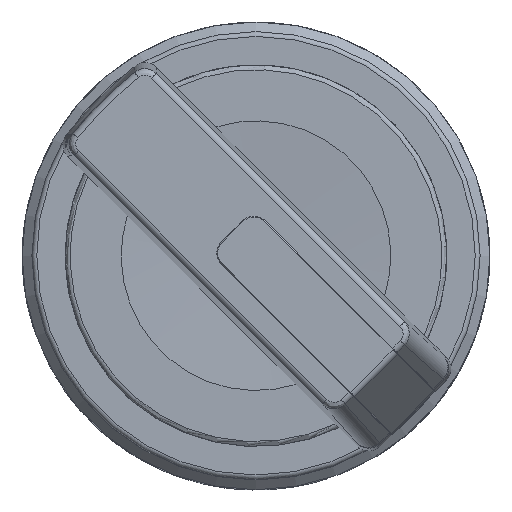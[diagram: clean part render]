
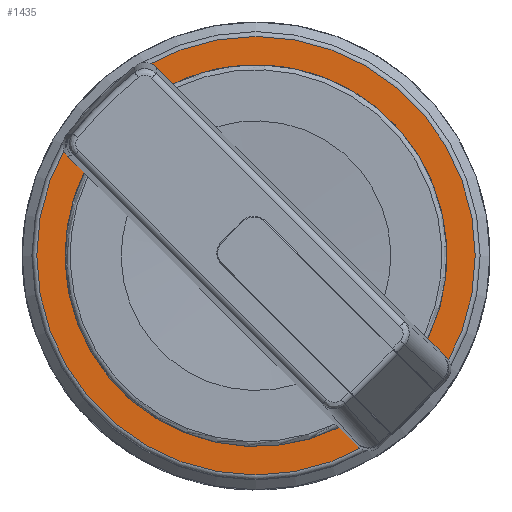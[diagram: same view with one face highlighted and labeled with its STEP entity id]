
A CAD part, top view. The second image highlights one B-rep face of the part: STEP entity #1435.
In plain terms, the highlighted planar face has unit normal (0, 0, 1).
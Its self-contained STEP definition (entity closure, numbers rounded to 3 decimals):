
#1435 = ADVANCED_FACE( '', ( #2919, #2920 ), #2921, .F. );
#2919 = FACE_BOUND( '', #5055, .T. );
#2920 = FACE_OUTER_BOUND( '', #5056, .T. );
#2921 = PLANE( '', #5057 );
#5055 = EDGE_LOOP( '', ( #9460 ) );
#5056 = EDGE_LOOP( '', ( #9461 ) );
#5057 = AXIS2_PLACEMENT_3D( '', #9462, #9463, #9464 );
#9460 = ORIENTED_EDGE( '', *, *, #11123, .T. );
#9461 = ORIENTED_EDGE( '', *, *, #11015, .T. );
#9462 = CARTESIAN_POINT( '', ( 0., 0., 11.4 ) );
#9463 = DIRECTION( '', ( 0., 0., -1. ) );
#9464 = DIRECTION( '', ( 0., -1., 0. ) );
#11015 = EDGE_CURVE( '', #13514, #13514, #13515, .T. );
#11123 = EDGE_CURVE( '', #13656, #13656, #13657, .T. );
#13514 = VERTEX_POINT( '', #17578 );
#13515 = CIRCLE( '', #17579, 13.5 );
#13656 = VERTEX_POINT( '', #17835 );
#13657 = CIRCLE( '', #17836, 11.75 );
#17578 = CARTESIAN_POINT( '', ( -13.5, 0., 11.4 ) );
#17579 = AXIS2_PLACEMENT_3D( '', #20372, #20373, #20374 );
#17835 = CARTESIAN_POINT( '', ( -11.75, 0., 11.4 ) );
#17836 = AXIS2_PLACEMENT_3D( '', #20514, #20515, #20516 );
#20372 = CARTESIAN_POINT( '', ( 0., 0., 11.4 ) );
#20373 = DIRECTION( '', ( 0., 0., 1. ) );
#20374 = DIRECTION( '', ( -1., 0., 0. ) );
#20514 = CARTESIAN_POINT( '', ( 0., 0., 11.4 ) );
#20515 = DIRECTION( '', ( 0., 0., -1. ) );
#20516 = DIRECTION( '', ( -1., 0., 0. ) );
